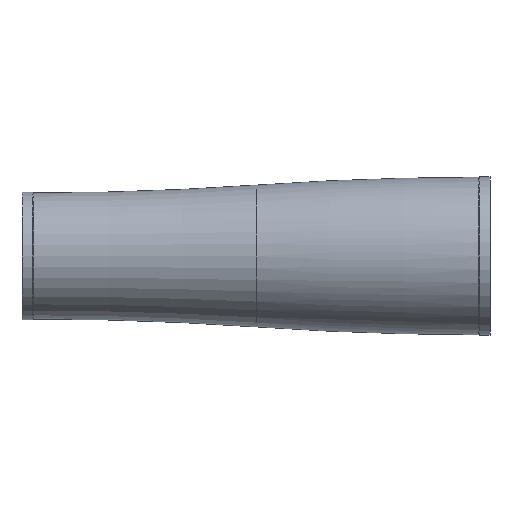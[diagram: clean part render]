
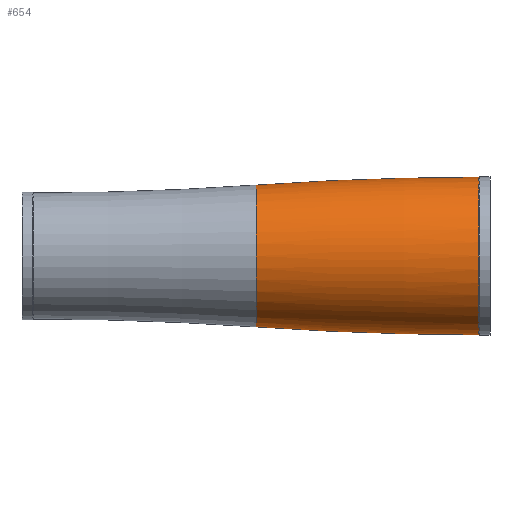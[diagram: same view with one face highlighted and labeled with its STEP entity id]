
A CAD part, front view. The second image highlights one B-rep face of the part: STEP entity #654.
In plain terms, the highlighted toroidal (fillet/blend) face has major radius 1094.03 mm and minor radius 1121.78 mm.
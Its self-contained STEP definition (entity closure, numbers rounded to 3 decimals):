
#27 = ORIENTED_EDGE ( 'NONE', *, *, #728, .T. ) ;
#49 = CARTESIAN_POINT ( 'NONE',  ( -4., 0., 1094.034 ) ) ;
#51 = DIRECTION ( 'NONE',  ( 0., -1., 0. ) ) ;
#55 = CIRCLE ( 'NONE', #798, 1121.784 ) ;
#57 = DIRECTION ( 'NONE',  ( 0., 0., -1. ) ) ;
#62 = ORIENTED_EDGE ( 'NONE', *, *, #978, .F. ) ;
#159 = FACE_OUTER_BOUND ( 'NONE', #826, .T. ) ;
#169 = TOROIDAL_SURFACE ( 'NONE', #291, -1094.034, 1121.784 ) ;
#201 = VERTEX_POINT ( 'NONE', #702 ) ;
#255 = DIRECTION ( 'NONE',  ( 0., 0., -1. ) ) ;
#285 = CARTESIAN_POINT ( 'NONE',  ( -82.5, 0., -25. ) ) ;
#291 = AXIS2_PLACEMENT_3D ( 'NONE', #583, #420, #255 ) ;
#335 = VERTEX_POINT ( 'NONE', #833 ) ;
#368 = ORIENTED_EDGE ( 'NONE', *, *, #975, .T. ) ;
#372 = CIRCLE ( 'NONE', #518, 25. ) ;
#420 = DIRECTION ( 'NONE',  ( 1., 0., 0. ) ) ;
#422 = ORIENTED_EDGE ( 'NONE', *, *, #949, .F. ) ;
#470 = VERTEX_POINT ( 'NONE', #285 ) ;
#514 = AXIS2_PLACEMENT_3D ( 'NONE', #694, #695, #698 ) ;
#518 = AXIS2_PLACEMENT_3D ( 'NONE', #675, #678, #684 ) ;
#545 = AXIS2_PLACEMENT_3D ( 'NONE', #704, #690, #681 ) ;
#563 = CIRCLE ( 'NONE', #514, 1121.784 ) ;
#583 = CARTESIAN_POINT ( 'NONE',  ( -4., 0., 0. ) ) ;
#654 = ADVANCED_FACE ( 'NONE', ( #159 ), #169, .T. ) ;
#667 = CIRCLE ( 'NONE', #545, 27.75 ) ;
#675 = CARTESIAN_POINT ( 'NONE',  ( -82.5, 0., 0. ) ) ;
#678 = DIRECTION ( 'NONE',  ( 1., 0., 0. ) ) ;
#681 = DIRECTION ( 'NONE',  ( 0., 0., -1. ) ) ;
#684 = DIRECTION ( 'NONE',  ( 0., 0., -1. ) ) ;
#690 = DIRECTION ( 'NONE',  ( 1., 0., 0. ) ) ;
#694 = CARTESIAN_POINT ( 'NONE',  ( -4., 0., -1094.034 ) ) ;
#695 = DIRECTION ( 'NONE',  ( 0., 1., 0. ) ) ;
#698 = DIRECTION ( 'NONE',  ( 0., 0., 1. ) ) ;
#702 = CARTESIAN_POINT ( 'NONE',  ( -82.5, 0., 25. ) ) ;
#704 = CARTESIAN_POINT ( 'NONE',  ( -4., 0., 0. ) ) ;
#728 = EDGE_CURVE ( 'NONE', #470, #335, #55, .T. ) ;
#754 = CARTESIAN_POINT ( 'NONE',  ( -4., 0., 27.75 ) ) ;
#798 = AXIS2_PLACEMENT_3D ( 'NONE', #49, #51, #57 ) ;
#826 = EDGE_LOOP ( 'NONE', ( #62, #368, #27, #422 ) ) ;
#833 = CARTESIAN_POINT ( 'NONE',  ( -4., 0., -27.75 ) ) ;
#949 = EDGE_CURVE ( 'NONE', #998, #335, #667, .T. ) ;
#975 = EDGE_CURVE ( 'NONE', #201, #470, #372, .T. ) ;
#978 = EDGE_CURVE ( 'NONE', #201, #998, #563, .T. ) ;
#998 = VERTEX_POINT ( 'NONE', #754 ) ;
